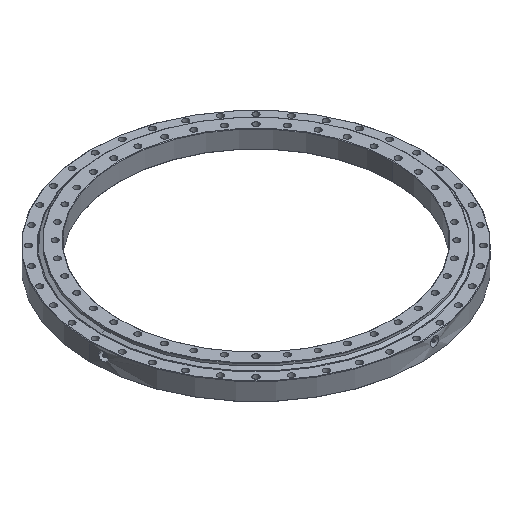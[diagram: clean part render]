
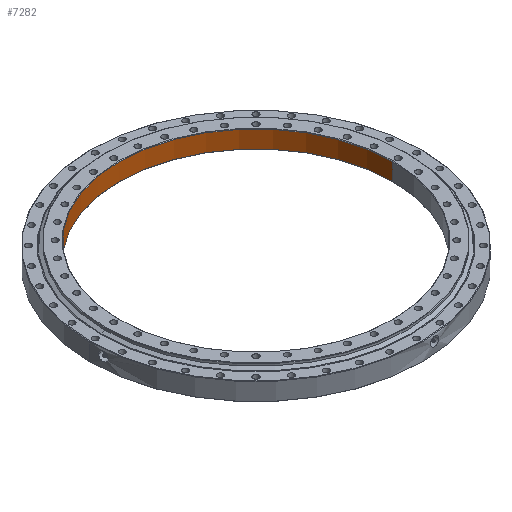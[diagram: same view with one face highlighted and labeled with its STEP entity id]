
A CAD part, isometric view. The second image highlights one B-rep face of the part: STEP entity #7282.
In plain terms, the highlighted cylindrical face has radius 336 mm (diameter 672 mm), a partial arc.
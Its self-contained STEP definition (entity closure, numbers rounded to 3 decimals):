
#658 = VERTEX_POINT ( 'NONE', #6993 ) ;
#914 = LINE ( 'NONE', #9416, #4220 ) ;
#1054 = ORIENTED_EDGE ( 'NONE', *, *, #4517, .T. ) ;
#1189 = EDGE_CURVE ( 'NONE', #5028, #4787, #10585, .T. ) ;
#2023 = DIRECTION ( 'NONE',  ( 0., 0., 1. ) ) ;
#2265 = DIRECTION ( 'NONE',  ( 1., 0., 0. ) ) ;
#2443 = EDGE_LOOP ( 'NONE', ( #11334, #1054, #7672, #11521 ) ) ;
#2598 = VERTEX_POINT ( 'NONE', #4843 ) ;
#3357 = CARTESIAN_POINT ( 'NONE',  ( 0., 0., -15.5 ) ) ;
#3649 = CARTESIAN_POINT ( 'NONE',  ( 336., 0., 27. ) ) ;
#3776 = LINE ( 'NONE', #8777, #5982 ) ;
#4220 = VECTOR ( 'NONE', #11279, 1000. ) ;
#4316 = DIRECTION ( 'NONE',  ( 1., 0., 0. ) ) ;
#4517 = EDGE_CURVE ( 'NONE', #658, #2598, #9982, .T. ) ;
#4759 = AXIS2_PLACEMENT_3D ( 'NONE', #7702, #2023, #8638 ) ;
#4787 = VERTEX_POINT ( 'NONE', #7965 ) ;
#4843 = CARTESIAN_POINT ( 'NONE',  ( 336., 0., -15.5 ) ) ;
#4869 = AXIS2_PLACEMENT_3D ( 'NONE', #3357, #9925, #4316 ) ;
#4958 = FACE_OUTER_BOUND ( 'NONE', #2443, .T. ) ;
#5019 = DIRECTION ( 'NONE',  ( 0., 0., 1. ) ) ;
#5028 = VERTEX_POINT ( 'NONE', #3649 ) ;
#5982 = VECTOR ( 'NONE', #5019, 1000. ) ;
#6974 = AXIS2_PLACEMENT_3D ( 'NONE', #11716, #7045, #2265 ) ;
#6993 = CARTESIAN_POINT ( 'NONE',  ( -336., 0., -15.5 ) ) ;
#7045 = DIRECTION ( 'NONE',  ( 0., 0., 1. ) ) ;
#7282 = ADVANCED_FACE ( 'NONE', ( #4958 ), #9572, .F. ) ;
#7672 = ORIENTED_EDGE ( 'NONE', *, *, #8105, .T. ) ;
#7702 = CARTESIAN_POINT ( 'NONE',  ( 0., 0., 27. ) ) ;
#7965 = CARTESIAN_POINT ( 'NONE',  ( -336., 0., 27. ) ) ;
#8105 = EDGE_CURVE ( 'NONE', #2598, #5028, #3776, .T. ) ;
#8638 = DIRECTION ( 'NONE',  ( -1., 0., 0. ) ) ;
#8777 = CARTESIAN_POINT ( 'NONE',  ( 336., 0., 0. ) ) ;
#9416 = CARTESIAN_POINT ( 'NONE',  ( -336., 0., 0. ) ) ;
#9572 = CYLINDRICAL_SURFACE ( 'NONE', #6974, 336. ) ;
#9925 = DIRECTION ( 'NONE',  ( 0., 0., -1. ) ) ;
#9982 = CIRCLE ( 'NONE', #4869, 336. ) ;
#10152 = EDGE_CURVE ( 'NONE', #658, #4787, #914, .T. ) ;
#10585 = CIRCLE ( 'NONE', #4759, 336. ) ;
#11279 = DIRECTION ( 'NONE',  ( 0., 0., 1. ) ) ;
#11334 = ORIENTED_EDGE ( 'NONE', *, *, #10152, .F. ) ;
#11521 = ORIENTED_EDGE ( 'NONE', *, *, #1189, .T. ) ;
#11716 = CARTESIAN_POINT ( 'NONE',  ( 0., 0., 0. ) ) ;
